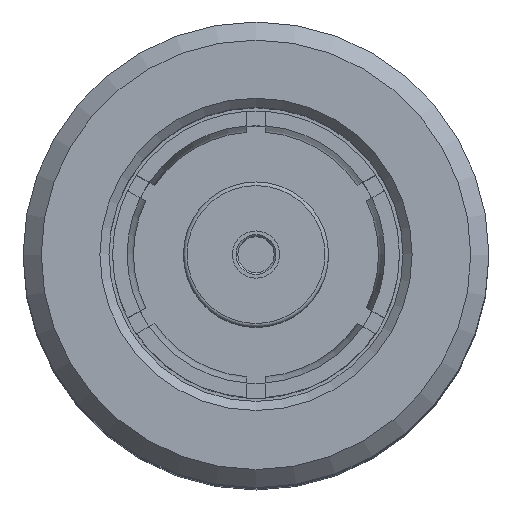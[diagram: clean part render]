
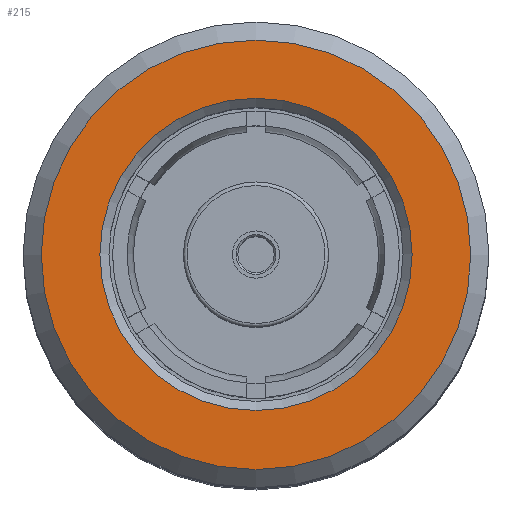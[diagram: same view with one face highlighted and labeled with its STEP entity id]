
A CAD part, top view. The second image highlights one B-rep face of the part: STEP entity #215.
In plain terms, the highlighted planar face has unit normal (0, 0, 1).
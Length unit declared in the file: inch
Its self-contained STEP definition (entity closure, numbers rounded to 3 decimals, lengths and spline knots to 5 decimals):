
#76 = CARTESIAN_POINT ( 'NONE',  ( -0.11827, -0.00027, 0.404 ) ) ;
#174 = ORIENTED_EDGE ( 'NONE', *, *, #962, .T. ) ;
#215 = ADVANCED_FACE ( 'NONE', ( #985, #550 ), #1435, .F. ) ;
#242 = CIRCLE ( 'NONE', #1465, 0.086 ) ;
#322 = CARTESIAN_POINT ( 'NONE',  ( 0., 0., 0.404 ) ) ;
#451 = EDGE_CURVE ( 'NONE', #1367, #1367, #242, .T. ) ;
#488 = DIRECTION ( 'NONE',  ( -1., 0., 0. ) ) ;
#541 = AXIS2_PLACEMENT_3D ( 'NONE', #1720, #1842, #1256 ) ;
#550 = FACE_BOUND ( 'NONE', #1323, .T. ) ;
#625 = AXIS2_PLACEMENT_3D ( 'NONE', #1160, #1473, #1596 ) ;
#962 = EDGE_CURVE ( 'NONE', #1476, #1476, #1635, .T. ) ;
#985 = FACE_OUTER_BOUND ( 'NONE', #1132, .T. ) ;
#1132 = EDGE_LOOP ( 'NONE', ( #174 ) ) ;
#1160 = CARTESIAN_POINT ( 'NONE',  ( 0., 0., 0.404 ) ) ;
#1190 = ORIENTED_EDGE ( 'NONE', *, *, #451, .T. ) ;
#1235 = CARTESIAN_POINT ( 'NONE',  ( -0.086, 0., 0.404 ) ) ;
#1256 = DIRECTION ( 'NONE',  ( -1., 0., 0. ) ) ;
#1323 = EDGE_LOOP ( 'NONE', ( #1190 ) ) ;
#1367 = VERTEX_POINT ( 'NONE', #1235 ) ;
#1435 = PLANE ( 'NONE',  #625 ) ;
#1465 = AXIS2_PLACEMENT_3D ( 'NONE', #322, #1535, #488 ) ;
#1473 = DIRECTION ( 'NONE',  ( 0., 0., -1. ) ) ;
#1476 = VERTEX_POINT ( 'NONE', #76 ) ;
#1535 = DIRECTION ( 'NONE',  ( 0., 0., -1. ) ) ;
#1596 = DIRECTION ( 'NONE',  ( -1., 0., 0. ) ) ;
#1635 = CIRCLE ( 'NONE', #541, 0.11827 ) ;
#1720 = CARTESIAN_POINT ( 'NONE',  ( 0., -0.00027, 0.404 ) ) ;
#1842 = DIRECTION ( 'NONE',  ( 0., 0., 1. ) ) ;
